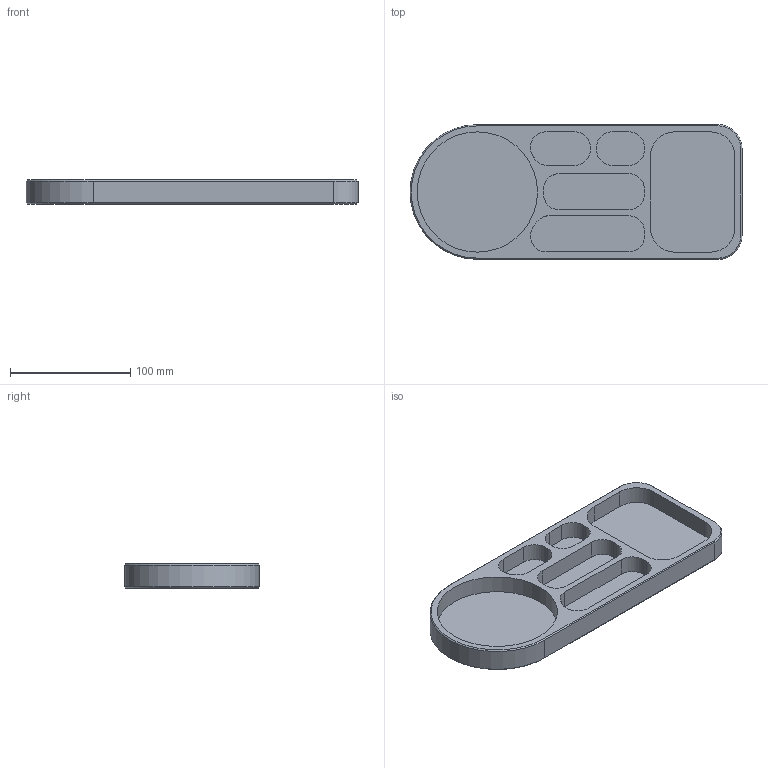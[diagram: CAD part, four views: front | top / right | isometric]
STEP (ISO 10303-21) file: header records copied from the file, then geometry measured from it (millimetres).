
FILE_DESCRIPTION(('STEP AP214'), '1');
FILE_NAME('îñíîâà äëÿ îðãàíàéçåðà', '', ('UNSPECIFIED'), ('UNSPECIFIED'), 'C3D Converter', 'C3D Toolkit', '');
FILE_SCHEMA(('AUTOMOTIVE_DESIGN { 1 0 10303 214 3 1 1}'));
Length unit declared in the file: millimetre
Bounding box: 276 x 112 x 20 mm (x, y, z)
Volume: 260568 mm3; surface area: 91631.4 mm2
Topology: 1 solids, 1 shells, 67 faces, 165 edges, 106 vertices
Faces by surface type: plane 34, cylinder 27, cone 6
Full cylindrical faces by diameter (mm): 100 x1
Entity records: 2018 total; most frequent: DIRECTION 360, CARTESIAN_POINT 338, ORIENTED_EDGE 328, EDGE_CURVE 164, AXIS2_PLACEMENT_3D 128, VERTEX_POINT 106, LINE 104, VECTOR 104
